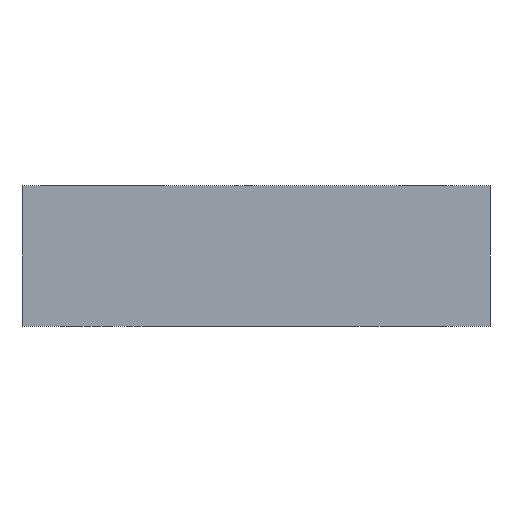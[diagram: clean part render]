
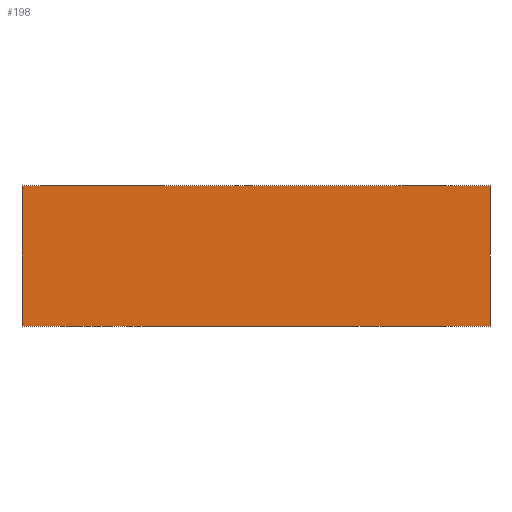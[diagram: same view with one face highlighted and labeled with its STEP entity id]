
A CAD part, front view. The second image highlights one B-rep face of the part: STEP entity #198.
In plain terms, the highlighted planar face has unit normal (0, -1, 0).
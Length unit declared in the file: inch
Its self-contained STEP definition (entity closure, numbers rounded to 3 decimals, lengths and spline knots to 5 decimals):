
#198 = ADVANCED_FACE( '', ( #503 ), #504, .F. );
#503 = FACE_OUTER_BOUND( '', #924, .T. );
#504 = PLANE( '', #925 );
#924 = EDGE_LOOP( '', ( #1454, #1455, #1456, #1457 ) );
#925 = AXIS2_PLACEMENT_3D( '', #1458, #1459, #1460 );
#1454 = ORIENTED_EDGE( '', *, *, #2553, .T. );
#1455 = ORIENTED_EDGE( '', *, *, #2541, .F. );
#1456 = ORIENTED_EDGE( '', *, *, #2470, .F. );
#1457 = ORIENTED_EDGE( '', *, *, #2554, .T. );
#1458 = CARTESIAN_POINT( '', ( 2.5, 0., 0.75 ) );
#1459 = DIRECTION( '', ( 0., 1., 0. ) );
#1460 = DIRECTION( '', ( 0., 0., 1. ) );
#2470 = EDGE_CURVE( '', #2957, #2959, #2960, .T. );
#2541 = EDGE_CURVE( '', #2959, #3080, #3084, .T. );
#2553 = EDGE_CURVE( '', #3104, #3080, #3105, .T. );
#2554 = EDGE_CURVE( '', #2957, #3104, #3106, .T. );
#2957 = VERTEX_POINT( '', #3664 );
#2959 = VERTEX_POINT( '', #3667 );
#2960 = LINE( '', #3668, #3669 );
#3080 = VERTEX_POINT( '', #3825 );
#3084 = LINE( '', #3831, #3832 );
#3104 = VERTEX_POINT( '', #3856 );
#3105 = LINE( '', #3857, #3858 );
#3106 = LINE( '', #3859, #3860 );
#3664 = CARTESIAN_POINT( '', ( 2.5, 0., 0.75 ) );
#3667 = CARTESIAN_POINT( '', ( 2.5, 0., 0. ) );
#3668 = CARTESIAN_POINT( '', ( 2.5, 0., 0.75 ) );
#3669 = VECTOR( '', #4544, 39.37008 );
#3825 = CARTESIAN_POINT( '', ( 0., 0., 0. ) );
#3831 = CARTESIAN_POINT( '', ( 2.5, 0., 0. ) );
#3832 = VECTOR( '', #4640, 39.37008 );
#3856 = CARTESIAN_POINT( '', ( 0., 0., 0.75 ) );
#3857 = CARTESIAN_POINT( '', ( 0., 0., 0.75 ) );
#3858 = VECTOR( '', #4657, 39.37008 );
#3859 = CARTESIAN_POINT( '', ( 2.5, 0., 0.75 ) );
#3860 = VECTOR( '', #4658, 39.37008 );
#4544 = DIRECTION( '', ( 0., 0., -1. ) );
#4640 = DIRECTION( '', ( -1., 0., 0. ) );
#4657 = DIRECTION( '', ( 0., 0., -1. ) );
#4658 = DIRECTION( '', ( -1., 0., 0. ) );
